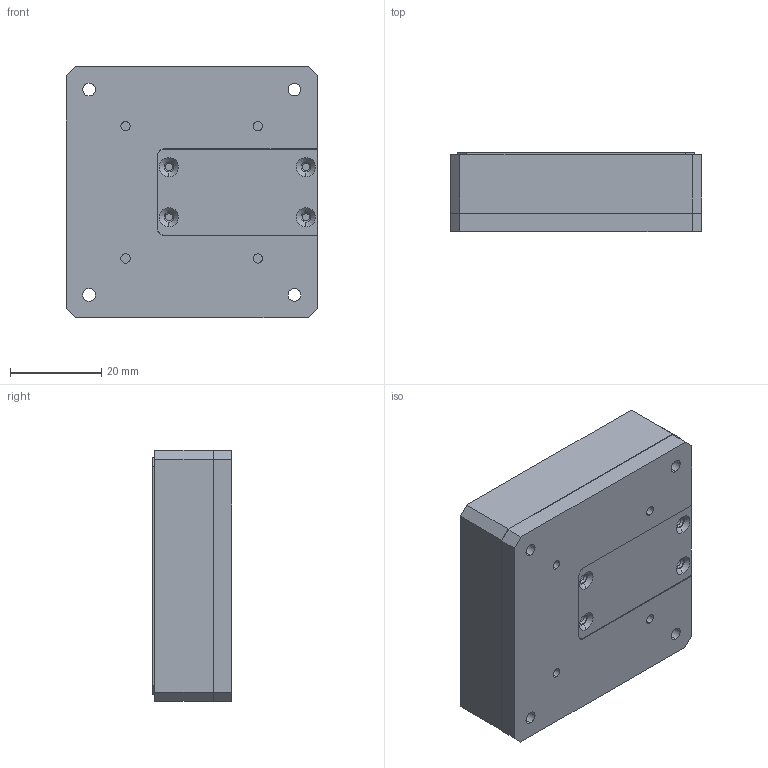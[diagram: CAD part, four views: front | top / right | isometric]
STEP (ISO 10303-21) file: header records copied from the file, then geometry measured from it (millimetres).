
FILE_DESCRIPTION (( 'STEP AP203' ), '1' );
FILE_NAME ('S100.x.C_web.STEP', '2025-04-30T03:04:05', ( '' ), ( '' ), 'SwSTEP 2.0', 'SolidWorks 2020', '' );
FILE_SCHEMA (( 'CONFIG_CONTROL_DESIGN' ));
Length unit declared in the file: millimetre
Products named in the file (5): 1^S100.xyz.C_web; cover part 2; S100.x.C_web; shield_part1; Bottom part 1
Assembly tree (4 placements, depth 2):
  S100.x.C_web
    Bottom part 1
    shield_part1
    1^S100.xyz.C_web
    cover part 2
Bounding box: 55.1 x 17.4 x 55.1 mm (x, y, z)
Volume: 27675.5 mm3; surface area: 21792.4 mm2
Topology: 4 solids, 4 shells, 231 faces, 605 edges, 384 vertices
Faces by surface type: plane 98, cylinder 79, cone 54
Entity records: 7756 total; most frequent: DIRECTION 1301, CARTESIAN_POINT 1233, ORIENTED_EDGE 1210, EDGE_CURVE 605, AXIS2_PLACEMENT_3D 460, VERTEX_POINT 384, VECTOR 381, LINE 381
